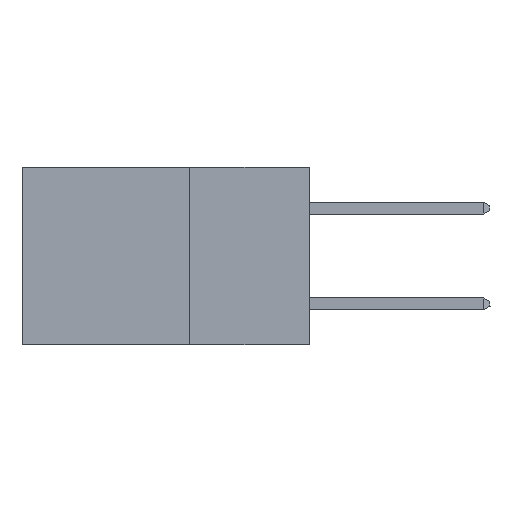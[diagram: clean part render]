
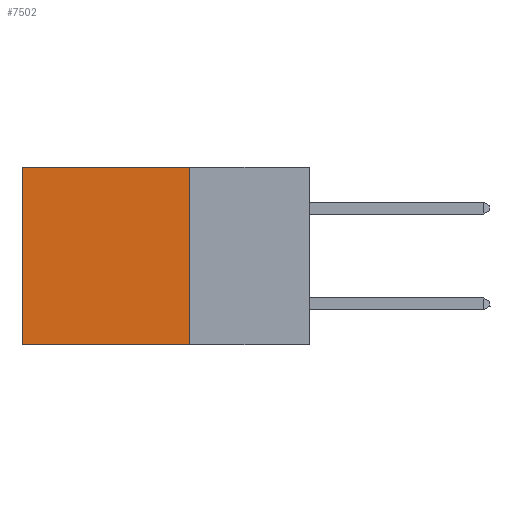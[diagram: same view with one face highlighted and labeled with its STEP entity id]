
A CAD part, left-side view. The second image highlights one B-rep face of the part: STEP entity #7502.
In plain terms, the highlighted planar face has unit normal (-1, 0, 0).
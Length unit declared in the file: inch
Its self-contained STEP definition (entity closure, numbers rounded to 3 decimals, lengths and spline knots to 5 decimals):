
#215 = LINE ( 'NONE', #7568, #9218 ) ;
#442 = EDGE_CURVE ( 'NONE', #735, #9305, #5506, .T. ) ;
#498 = CARTESIAN_POINT ( 'NONE',  ( 0.2875, 0.25, 0. ) ) ;
#735 = VERTEX_POINT ( 'NONE', #4286 ) ;
#1018 = EDGE_CURVE ( 'NONE', #9305, #1255, #215, .T. ) ;
#1255 = VERTEX_POINT ( 'NONE', #3501 ) ;
#1874 = DIRECTION ( 'NONE',  ( 0., 0., -1. ) ) ;
#2158 = CARTESIAN_POINT ( 'NONE',  ( 0.2875, 0.6, 0. ) ) ;
#3304 = LINE ( 'NONE', #2158, #9703 ) ;
#3501 = CARTESIAN_POINT ( 'NONE',  ( 0.2875, 0.6, -0.37 ) ) ;
#3629 = EDGE_CURVE ( 'NONE', #9107, #1255, #3304, .T. ) ;
#3712 = PLANE ( 'NONE',  #5695 ) ;
#4286 = CARTESIAN_POINT ( 'NONE',  ( 0.2875, 0.25, 0. ) ) ;
#4593 = FACE_OUTER_BOUND ( 'NONE', #10177, .T. ) ;
#4594 = DIRECTION ( 'NONE',  ( 1., 0., 0. ) ) ;
#5506 = LINE ( 'NONE', #5548, #9588 ) ;
#5548 = CARTESIAN_POINT ( 'NONE',  ( 0.2875, 0.25, 0. ) ) ;
#5590 = ORIENTED_EDGE ( 'NONE', *, *, #1018, .F. ) ;
#5695 = AXIS2_PLACEMENT_3D ( 'NONE', #7076, #4594, #10335 ) ;
#5853 = ORIENTED_EDGE ( 'NONE', *, *, #442, .F. ) ;
#6267 = CARTESIAN_POINT ( 'NONE',  ( 0.2875, 0.25, -0.37 ) ) ;
#6323 = EDGE_CURVE ( 'NONE', #735, #9107, #7495, .T. ) ;
#6358 = ORIENTED_EDGE ( 'NONE', *, *, #6323, .T. ) ;
#7076 = CARTESIAN_POINT ( 'NONE',  ( 0.2875, 0.25, 0. ) ) ;
#7223 = VECTOR ( 'NONE', #9744, 39.37008 ) ;
#7263 = DIRECTION ( 'NONE',  ( 0., 0., -1. ) ) ;
#7349 = DIRECTION ( 'NONE',  ( 0., 1., 0. ) ) ;
#7495 = LINE ( 'NONE', #498, #7223 ) ;
#7502 = ADVANCED_FACE ( 'NONE', ( #4593 ), #3712, .F. ) ;
#7507 = ORIENTED_EDGE ( 'NONE', *, *, #3629, .T. ) ;
#7568 = CARTESIAN_POINT ( 'NONE',  ( 0.2875, 0.25, -0.37 ) ) ;
#8493 = CARTESIAN_POINT ( 'NONE',  ( 0.2875, 0.6, 0. ) ) ;
#9107 = VERTEX_POINT ( 'NONE', #8493 ) ;
#9218 = VECTOR ( 'NONE', #7349, 39.37008 ) ;
#9305 = VERTEX_POINT ( 'NONE', #6267 ) ;
#9588 = VECTOR ( 'NONE', #1874, 39.37008 ) ;
#9703 = VECTOR ( 'NONE', #7263, 39.37008 ) ;
#9744 = DIRECTION ( 'NONE',  ( 0., 1., 0. ) ) ;
#10177 = EDGE_LOOP ( 'NONE', ( #7507, #5590, #5853, #6358 ) ) ;
#10335 = DIRECTION ( 'NONE',  ( 0., 0., -1. ) ) ;
